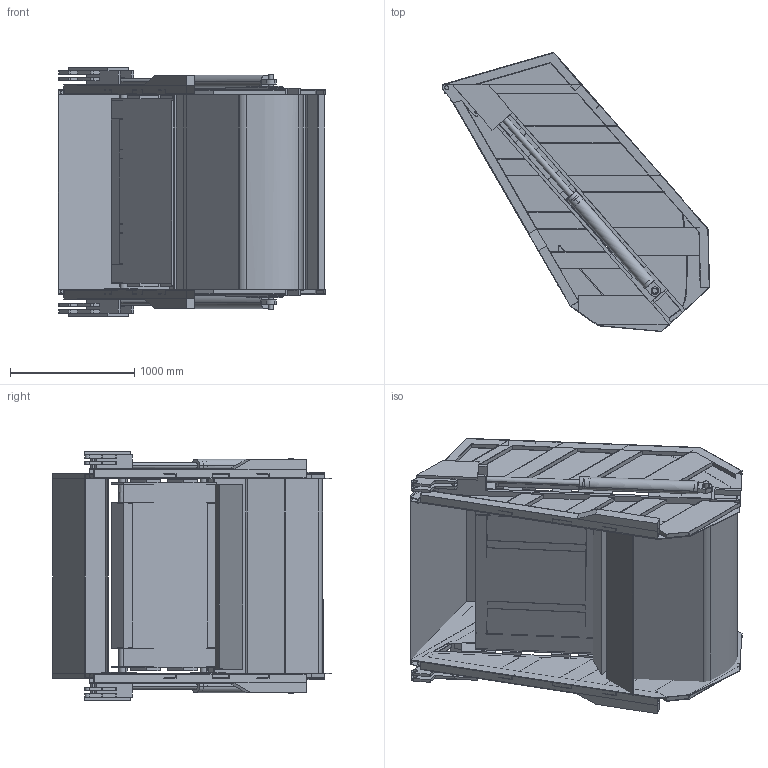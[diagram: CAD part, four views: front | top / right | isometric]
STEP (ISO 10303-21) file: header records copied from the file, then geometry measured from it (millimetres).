
FILE_DESCRIPTION(('FreeCAD Model'),'2;1');
FILE_NAME('Open CASCADE Shape Model','2025-05-04T20:49:12',('FreeCAD'),( 'FreeCAD'),'Open CASCADE STEP processor 7.6','FreeCAD','Unknown');
FILE_SCHEMA(('AUTOMOTIVE_DESIGN { 1 0 10303 214 1 1 1 1 }'));
Products named in the file (1): Open CASCADE STEP translator 7.6 1
Bounding box: 2146.43 x 2242.3 x 1995.53 mm (x, y, z)
Surface area: 60204712.8 mm2 (no closed solid volume)
Topology: 0 solids, 1952 shells, 1952 faces, 9786 edges, 9786 vertices
Faces by surface type: bspline 1952
Entity records: 101429 total; most frequent: CARTESIAN_POINT 52899, ORIENTED_EDGE 9786, EDGE_CURVE 9786, VERTEX_POINT 9786, B_SPLINE_CURVE_WITH_KNOTS 7454, FACE_BOUND 2251, EDGE_LOOP 2251, SHELL_BASED_SURFACE_MODEL 1952
